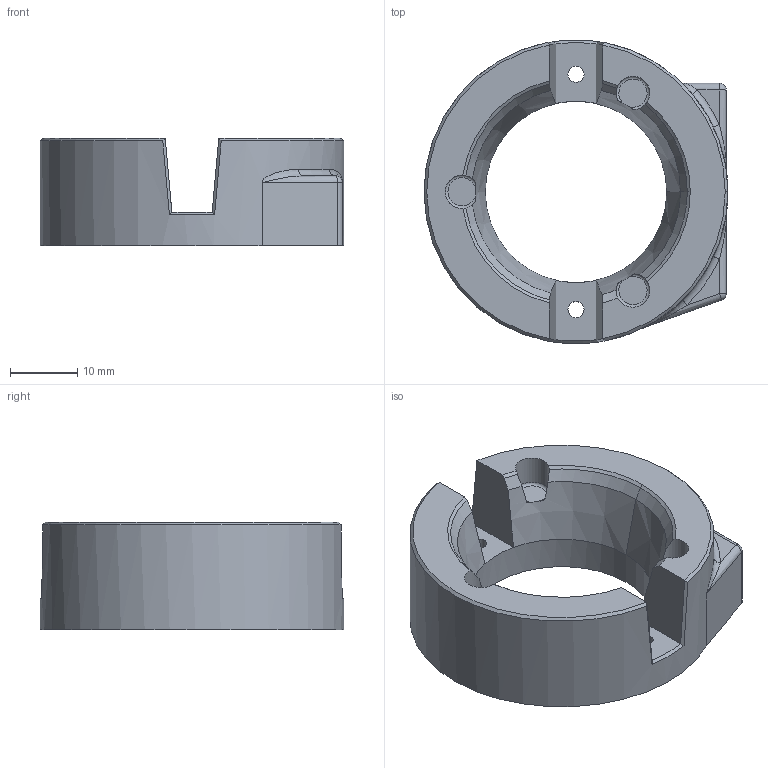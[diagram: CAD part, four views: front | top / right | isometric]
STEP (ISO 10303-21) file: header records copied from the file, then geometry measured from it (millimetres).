
FILE_DESCRIPTION(('FreeCAD Model'),'2;1');
FILE_NAME('Open CASCADE Shape Model','2025-08-10T15:42:19',(''),(''), 'Open CASCADE STEP processor 7.8','FreeCAD','Unknown');
FILE_SCHEMA(('AUTOMOTIVE_DESIGN { 1 0 10303 214 1 1 1 1 }'));
Length unit declared in the file: millimetre
Products named in the file (1): 5mm Carrier
Bounding box: 45.2 x 45.16 x 16 mm (x, y, z)
Volume: 14443.2 mm3; surface area: 5897.7 mm2
Topology: 1 solids, 1 shells, 65 faces, 176 edges, 106 vertices
Faces by surface type: plane 18, cone 14, cylinder 13, bspline 13, torus 5, sphere 2
Full cylindrical faces by diameter (mm): 2.4 x2, 27 x1, 45.2 x1
Entity records: 3902 total; most frequent: CARTESIAN_POINT 2407, ORIENTED_EDGE 340, DIRECTION 264, EDGE_CURVE 170, AXIS2_PLACEMENT_3D 115, VERTEX_POINT 106, B_SPLINE_CURVE_WITH_KNOTS 74, FACE_BOUND 70
